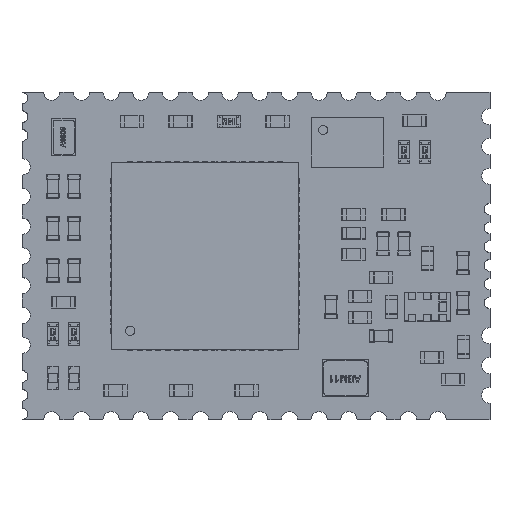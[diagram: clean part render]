
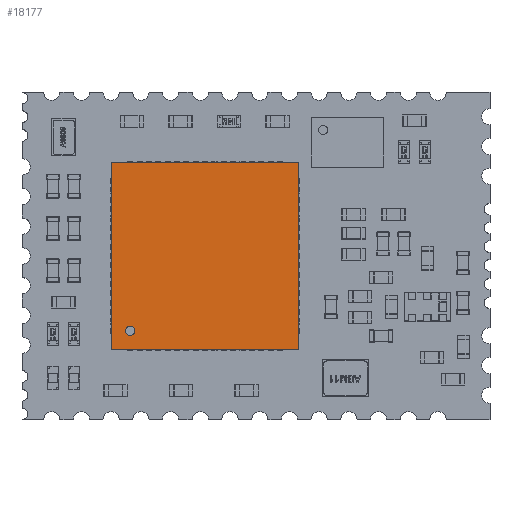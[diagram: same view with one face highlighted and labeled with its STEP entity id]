
A CAD part, top view. The second image highlights one B-rep face of the part: STEP entity #18177.
In plain terms, the highlighted planar face has unit normal (0, 0, 1).
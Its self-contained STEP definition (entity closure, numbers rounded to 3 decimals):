
#18056 = VERTEX_POINT('',#18057);
#18057 = CARTESIAN_POINT('',(4.,-4.,0.9));
#18063 = EDGE_CURVE('',#18064,#18056,#18066,.T.);
#18064 = VERTEX_POINT('',#18065);
#18065 = CARTESIAN_POINT('',(-4.,-4.,0.9));
#18066 = LINE('',#18067,#18068);
#18067 = CARTESIAN_POINT('',(-4.,-4.,0.9));
#18068 = VECTOR('',#18069,1.);
#18069 = DIRECTION('',(1.,0.,0.));
#18094 = VERTEX_POINT('',#18095);
#18095 = CARTESIAN_POINT('',(4.,4.,0.9));
#18101 = EDGE_CURVE('',#18056,#18094,#18102,.T.);
#18102 = LINE('',#18103,#18104);
#18103 = CARTESIAN_POINT('',(4.,-4.,0.9));
#18104 = VECTOR('',#18105,1.);
#18105 = DIRECTION('',(0.,1.,0.));
#18125 = VERTEX_POINT('',#18126);
#18126 = CARTESIAN_POINT('',(-4.,4.,0.9));
#18132 = EDGE_CURVE('',#18094,#18125,#18133,.T.);
#18133 = LINE('',#18134,#18135);
#18134 = CARTESIAN_POINT('',(4.,4.,0.9));
#18135 = VECTOR('',#18136,1.);
#18136 = DIRECTION('',(-1.,0.,0.));
#18154 = EDGE_CURVE('',#18125,#18064,#18155,.T.);
#18155 = LINE('',#18156,#18157);
#18156 = CARTESIAN_POINT('',(-4.,4.,0.9));
#18157 = VECTOR('',#18158,1.);
#18158 = DIRECTION('',(0.,-1.,0.));
#18177 = ADVANCED_FACE('',(#18178),#18184,.T.);
#18178 = FACE_BOUND('',#18179,.T.);
#18179 = EDGE_LOOP('',(#18180,#18181,#18182,#18183));
#18180 = ORIENTED_EDGE('',*,*,#18063,.T.);
#18181 = ORIENTED_EDGE('',*,*,#18101,.T.);
#18182 = ORIENTED_EDGE('',*,*,#18132,.T.);
#18183 = ORIENTED_EDGE('',*,*,#18154,.T.);
#18184 = PLANE('',#18185);
#18185 = AXIS2_PLACEMENT_3D('',#18186,#18187,#18188);
#18186 = CARTESIAN_POINT('',(-4.,-4.,0.9));
#18187 = DIRECTION('',(0.,0.,1.));
#18188 = DIRECTION('',(0.,1.,0.));
